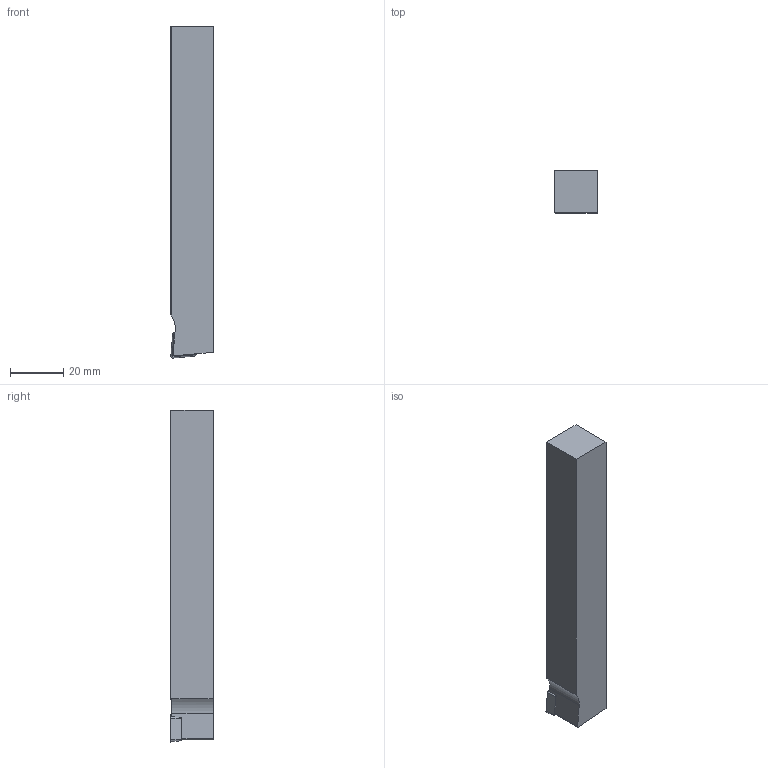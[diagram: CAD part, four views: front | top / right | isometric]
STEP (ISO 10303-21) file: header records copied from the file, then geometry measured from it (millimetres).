
FILE_DESCRIPTION(/* description */ (''),/* implementation_level */ '2;1');
FILE_NAME(/* name */ '1560833315480.stp',/* time_stamp */ '2019-06-18T10:18:50+06:00',/* author */ (''),/* organization */ ('SMS'),/* preprocessor_version */ 'ST-DEVELOPER v15',/* originating_system */ 'SIEMENS PLM Software NX 8.5',/* authorisation */ '');
FILE_SCHEMA (('AUTOMOTIVE_DESIGN { 1 0 10303 214 3 1 1 1 }'));
Length unit declared in the file: millimetre
Products named in the file (4): IsoTurningInsert; ASSEMBLY_CONSTRUCTION; 201930120mod000_01; 201930119mod000_01
Assembly tree (3 placements, depth 2):
  201930119mod000_01
    201930120mod000_01
    ASSEMBLY_CONSTRUCTION
    IsoTurningInsert
Bounding box: 15.95 x 16 x 125 mm (x, y, z)
Volume: 31237.7 mm3; surface area: 8654.7 mm2
Topology: 2 solids, 2 shells, 25 faces, 63 edges, 48 vertices
Faces by surface type: plane 15, cone 5, cylinder 3, torus 2
Full cylindrical faces by diameter (mm): 4.4 x1
Entity records: 955 total; most frequent: CARTESIAN_POINT 197, DIRECTION 143, ORIENTED_EDGE 112, EDGE_CURVE 56, AXIS2_PLACEMENT_3D 53, VERTEX_POINT 39, LINE 37, VECTOR 37
